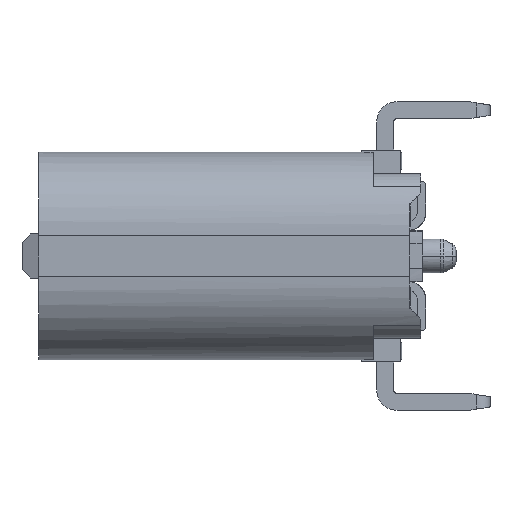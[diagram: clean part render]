
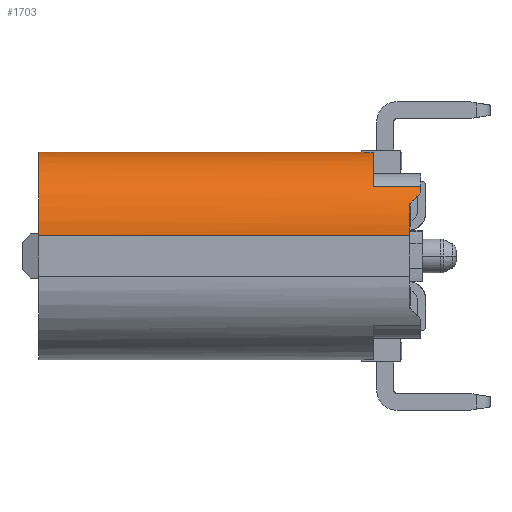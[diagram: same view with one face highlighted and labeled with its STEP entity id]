
A CAD part, left-side view. The second image highlights one B-rep face of the part: STEP entity #1703.
In plain terms, the highlighted cylindrical face has radius 1.23 mm (diameter 2.46 mm), a partial arc.
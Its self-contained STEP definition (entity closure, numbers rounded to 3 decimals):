
#1518=ELLIPSE('',#15738,1.739,1.23);
#1547=CYLINDRICAL_SURFACE('',#15741,1.23);
#1703=ADVANCED_FACE('',(#3018),#1547,.T.);
#3018=FACE_OUTER_BOUND('',#3767,.T.);
#3767=EDGE_LOOP('',(#5395,#5396,#5397,#5398,#5399,#5400,#5401,#5402,#5403,
#5404));
#4534=B_SPLINE_CURVE_WITH_KNOTS('',3,(#20859,#20860,#20861,#20862,#20863,
#20864,#20865,#20866),.UNSPECIFIED.,.F.,.F.,(4,2,2,4),(0.,0.25,
0.5,1.),.UNSPECIFIED.);
#4911=CIRCLE('',#15736,1.23);
#4912=CIRCLE('',#15737,1.23);
#4913=CIRCLE('',#15739,1.23);
#4914=CIRCLE('',#15740,1.23);
#5395=ORIENTED_EDGE('',*,*,#10942,.T.);
#5396=ORIENTED_EDGE('',*,*,#10901,.T.);
#5397=ORIENTED_EDGE('',*,*,#10943,.T.);
#5398=ORIENTED_EDGE('',*,*,#10944,.T.);
#5399=ORIENTED_EDGE('',*,*,#10945,.F.);
#5400=ORIENTED_EDGE('',*,*,#10946,.T.);
#5401=ORIENTED_EDGE('',*,*,#10947,.F.);
#5402=ORIENTED_EDGE('',*,*,#10948,.F.);
#5403=ORIENTED_EDGE('',*,*,#10949,.T.);
#5404=ORIENTED_EDGE('',*,*,#10835,.F.);
#9472=VERTEX_POINT('',#20598);
#9474=VERTEX_POINT('',#20601);
#9535=VERTEX_POINT('',#20727);
#9538=VERTEX_POINT('',#20732);
#9573=VERTEX_POINT('',#20848);
#9574=VERTEX_POINT('',#20850);
#9575=VERTEX_POINT('',#20852);
#9576=VERTEX_POINT('',#20854);
#9577=VERTEX_POINT('',#20856);
#9578=VERTEX_POINT('',#20858);
#10835=EDGE_CURVE('',#9472,#9474,#12896,.T.);
#10901=EDGE_CURVE('',#9535,#9538,#12938,.T.);
#10942=EDGE_CURVE('',#9472,#9535,#4911,.T.);
#10943=EDGE_CURVE('',#9538,#9573,#4912,.T.);
#10944=EDGE_CURVE('',#9573,#9574,#1518,.T.);
#10945=EDGE_CURVE('',#9575,#9574,#4913,.T.);
#10946=EDGE_CURVE('',#9575,#9576,#12959,.T.);
#10947=EDGE_CURVE('',#9577,#9576,#4914,.T.);
#10948=EDGE_CURVE('',#9578,#9577,#12960,.T.);
#10949=EDGE_CURVE('',#9578,#9474,#4534,.T.);
#12896=LINE('',#20600,#14304);
#12938=LINE('',#20733,#14346);
#12959=LINE('',#20853,#14367);
#12960=LINE('',#20857,#14368);
#14304=VECTOR('',#16896,1.);
#14346=VECTOR('',#16990,1.);
#14367=VECTOR('',#17063,1.);
#14368=VECTOR('',#17066,1.);
#15736=AXIS2_PLACEMENT_3D('',#20846,#17055,#17056);
#15737=AXIS2_PLACEMENT_3D('',#20847,#17057,#17058);
#15738=AXIS2_PLACEMENT_3D('',#20849,#17059,#17060);
#15739=AXIS2_PLACEMENT_3D('',#20851,#17061,#17062);
#15740=AXIS2_PLACEMENT_3D('',#20855,#17064,#17065);
#15741=AXIS2_PLACEMENT_3D('',#20867,#17067,#17068);
#16896=DIRECTION('',(0.,-1.,0.));
#16990=DIRECTION('',(0.,-1.,0.));
#17055=DIRECTION('',(0.,-1.,0.));
#17056=DIRECTION('',(0.,0.,1.));
#17057=DIRECTION('',(0.,1.,0.));
#17058=DIRECTION('',(0.,0.,1.));
#17059=DIRECTION('',(0.,0.707,0.707));
#17060=DIRECTION('',(0.,-0.707,0.707));
#17061=DIRECTION('',(0.,-1.,0.));
#17062=DIRECTION('',(-1.,0.,0.));
#17063=DIRECTION('',(0.,1.,0.));
#17064=DIRECTION('',(0.,-1.,0.));
#17065=DIRECTION('',(0.,0.,1.));
#17066=DIRECTION('',(0.,-1.,0.));
#17067=DIRECTION('',(0.,-1.,0.));
#17068=DIRECTION('',(0.,0.,-1.));
#20598=CARTESIAN_POINT('',(-62.94,35.8,0.28));
#20600=CARTESIAN_POINT('',(-62.94,36.55,0.28));
#20601=CARTESIAN_POINT('',(-62.94,31.044,0.28));
#20727=CARTESIAN_POINT('',(-64.17,35.8,-0.95));
#20732=CARTESIAN_POINT('',(-64.17,30.33,-0.95));
#20733=CARTESIAN_POINT('',(-64.17,36.55,-0.95));
#20846=CARTESIAN_POINT('',(-62.94,35.8,-0.95));
#20847=CARTESIAN_POINT('',(-62.94,30.33,-0.95));
#20848=CARTESIAN_POINT('',(-64.077,30.33,-0.48));
#20849=CARTESIAN_POINT('',(-62.94,30.8,-0.95));
#20850=CARTESIAN_POINT('',(-63.996,30.17,-0.32));
#20851=CARTESIAN_POINT('',(-62.94,30.17,-0.95));
#20852=CARTESIAN_POINT('',(-63.933,30.17,-0.225));
#20853=CARTESIAN_POINT('',(-63.933,30.25,-0.225));
#20854=CARTESIAN_POINT('',(-63.933,30.87,-0.225));
#20855=CARTESIAN_POINT('',(-62.94,30.87,-0.95));
#20856=CARTESIAN_POINT('',(-63.05,30.87,0.275));
#20857=CARTESIAN_POINT('',(-63.05,36.55,0.275));
#20858=CARTESIAN_POINT('',(-63.05,30.9,0.275));
#20859=CARTESIAN_POINT('',(-63.05,30.9,0.275));
#20860=CARTESIAN_POINT('',(-63.05,30.916,0.275));
#20861=CARTESIAN_POINT('',(-63.047,30.932,0.275));
#20862=CARTESIAN_POINT('',(-63.037,30.963,0.276));
#20863=CARTESIAN_POINT('',(-63.029,30.978,0.277));
#20864=CARTESIAN_POINT('',(-62.999,31.017,0.279));
#20865=CARTESIAN_POINT('',(-62.972,31.036,0.28));
#20866=CARTESIAN_POINT('',(-62.94,31.044,0.28));
#20867=CARTESIAN_POINT('',(-62.94,36.55,-0.95));
